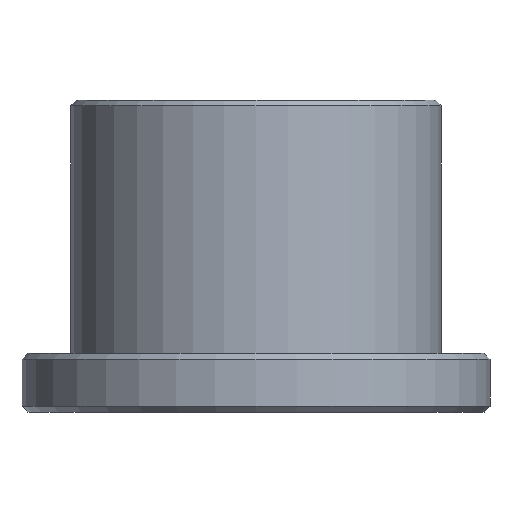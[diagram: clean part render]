
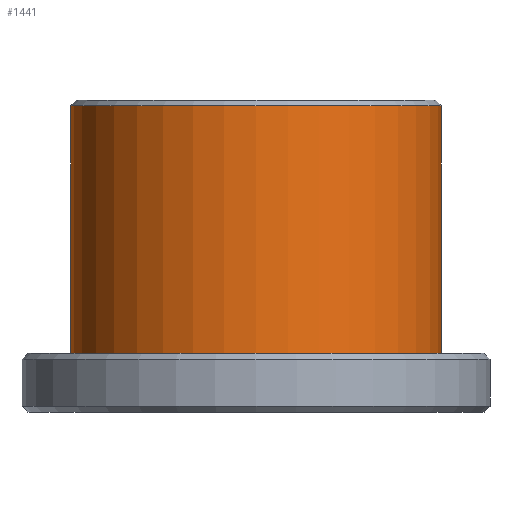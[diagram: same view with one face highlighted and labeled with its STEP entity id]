
A CAD part, front view. The second image highlights one B-rep face of the part: STEP entity #1441.
In plain terms, the highlighted cylindrical face has radius 9.5 mm (diameter 19 mm), a partial arc.
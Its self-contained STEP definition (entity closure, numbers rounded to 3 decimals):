
#31 = ORIENTED_EDGE ( 'NONE', *, *, #1367, .T. ) ;
#54 = DIRECTION ( 'NONE',  ( -1., 0., 0. ) ) ;
#72 = AXIS2_PLACEMENT_3D ( 'NONE', #1387, #744, #54 ) ;
#79 = VERTEX_POINT ( 'NONE', #830 ) ;
#86 = VECTOR ( 'NONE', #1249, 1000. ) ;
#170 = DIRECTION ( 'NONE',  ( 0., 0., -1. ) ) ;
#265 = CARTESIAN_POINT ( 'NONE',  ( -9.5, 0., 3. ) ) ;
#343 = CARTESIAN_POINT ( 'NONE',  ( -9.5, 0., 16. ) ) ;
#386 = CARTESIAN_POINT ( 'NONE',  ( 9.5, 0., 3. ) ) ;
#394 = DIRECTION ( 'NONE',  ( 0., 0., -1. ) ) ;
#410 = CARTESIAN_POINT ( 'NONE',  ( 0., 0., 16. ) ) ;
#427 = LINE ( 'NONE', #343, #86 ) ;
#444 = CIRCLE ( 'NONE', #72, 9.5 ) ;
#501 = AXIS2_PLACEMENT_3D ( 'NONE', #410, #1082, #862 ) ;
#531 = CIRCLE ( 'NONE', #1412, 9.5 ) ;
#621 = EDGE_CURVE ( 'NONE', #79, #1353, #1108, .T. ) ;
#744 = DIRECTION ( 'NONE',  ( 0., 0., -1. ) ) ;
#802 = ORIENTED_EDGE ( 'NONE', *, *, #621, .F. ) ;
#830 = CARTESIAN_POINT ( 'NONE',  ( 9.5, 0., 15.7 ) ) ;
#850 = CARTESIAN_POINT ( 'NONE',  ( 9.5, 0., 16. ) ) ;
#862 = DIRECTION ( 'NONE',  ( -1., 0., 0. ) ) ;
#964 = EDGE_CURVE ( 'NONE', #1415, #1306, #427, .T. ) ;
#985 = CYLINDRICAL_SURFACE ( 'NONE', #501, 9.5 ) ;
#1057 = EDGE_LOOP ( 'NONE', ( #802, #31, #1110, #1076 ) ) ;
#1067 = CARTESIAN_POINT ( 'NONE',  ( 0., 0., 15.7 ) ) ;
#1076 = ORIENTED_EDGE ( 'NONE', *, *, #1152, .F. ) ;
#1082 = DIRECTION ( 'NONE',  ( 0., 0., -1. ) ) ;
#1100 = VECTOR ( 'NONE', #170, 1000. ) ;
#1108 = LINE ( 'NONE', #850, #1100 ) ;
#1110 = ORIENTED_EDGE ( 'NONE', *, *, #964, .T. ) ;
#1152 = EDGE_CURVE ( 'NONE', #1353, #1306, #444, .T. ) ;
#1175 = DIRECTION ( 'NONE',  ( 1., 0., 0. ) ) ;
#1180 = CARTESIAN_POINT ( 'NONE',  ( -9.5, 0., 15.7 ) ) ;
#1249 = DIRECTION ( 'NONE',  ( 0., 0., -1. ) ) ;
#1306 = VERTEX_POINT ( 'NONE', #265 ) ;
#1311 = FACE_OUTER_BOUND ( 'NONE', #1057, .T. ) ;
#1353 = VERTEX_POINT ( 'NONE', #386 ) ;
#1367 = EDGE_CURVE ( 'NONE', #79, #1415, #531, .T. ) ;
#1387 = CARTESIAN_POINT ( 'NONE',  ( 0., 0., 3. ) ) ;
#1412 = AXIS2_PLACEMENT_3D ( 'NONE', #1067, #394, #1175 ) ;
#1415 = VERTEX_POINT ( 'NONE', #1180 ) ;
#1441 = ADVANCED_FACE ( 'NONE', ( #1311 ), #985, .T. ) ;
